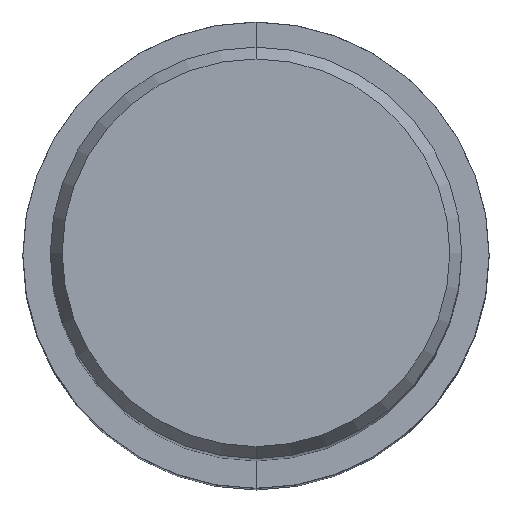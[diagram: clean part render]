
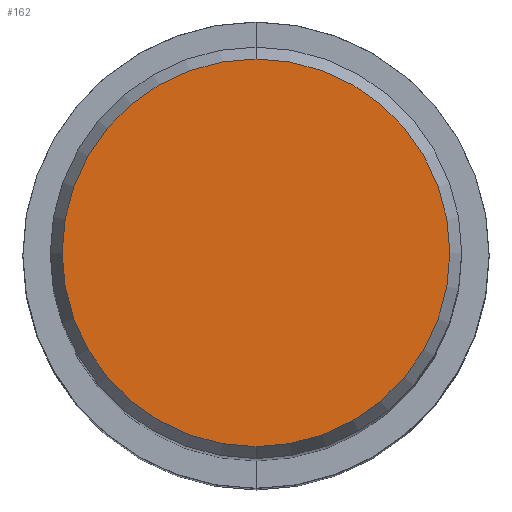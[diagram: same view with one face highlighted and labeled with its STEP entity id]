
A CAD part, top view. The second image highlights one B-rep face of the part: STEP entity #162.
In plain terms, the highlighted planar face has unit normal (0, 0, 1).
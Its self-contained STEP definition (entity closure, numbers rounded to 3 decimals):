
#102=VERTEX_POINT('',#220);
#106=VERTEX_POINT('',#224);
#114=EDGE_CURVE('',#102,#106,#234,.T.);
#138=EDGE_CURVE('',#106,#102,#260,.T.);
#162=ADVANCED_FACE('',(#286),#287,.T.);
#220=CARTESIAN_POINT('',(0.0,7.479,0.01));
#224=CARTESIAN_POINT('',(0.,-7.479,0.01));
#234=CIRCLE('',#362,7.479);
#260=CIRCLE('',#392,7.479);
#286=FACE_OUTER_BOUND('',#426,.T.);
#287=PLANE('',#427);
#362=AXIS2_PLACEMENT_3D('',#510,#511,#512);
#392=AXIS2_PLACEMENT_3D('',#535,#536,#537);
#426=EDGE_LOOP('',(#563,#564));
#427=AXIS2_PLACEMENT_3D('',#565,#566,#567);
#510=CARTESIAN_POINT('',(0.0,0.0,0.01));
#511=DIRECTION('',(0.0,0.0,-1.0));
#512=DIRECTION('',(0.0,1.0,0.0));
#535=CARTESIAN_POINT('',(0.0,0.0,0.01));
#536=DIRECTION('',(0.0,0.0,-1.0));
#537=DIRECTION('',(0.0,1.0,0.0));
#563=ORIENTED_EDGE('',*,*,#114,.F.);
#564=ORIENTED_EDGE('',*,*,#138,.F.);
#565=CARTESIAN_POINT('',(0.0,3.74,0.01));
#566=DIRECTION('',(-0.0,0.0,1.0));
#567=DIRECTION('',(0.0,-1.0,0.0));
